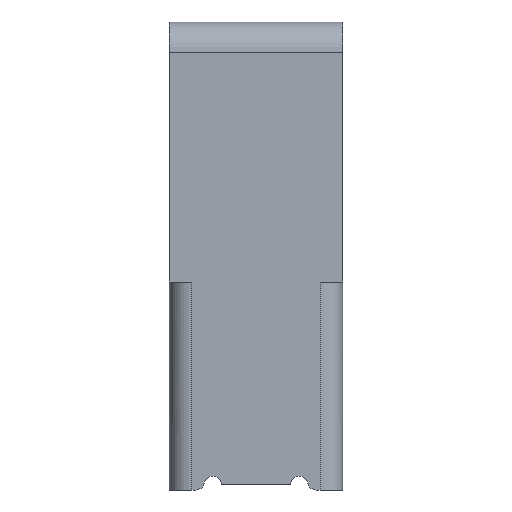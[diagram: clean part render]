
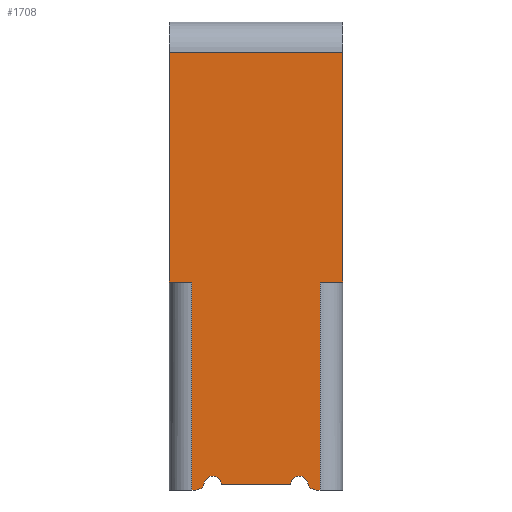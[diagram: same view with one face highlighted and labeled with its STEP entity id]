
A CAD part, front view. The second image highlights one B-rep face of the part: STEP entity #1708.
In plain terms, the highlighted planar face has unit normal (0, -1, 0).
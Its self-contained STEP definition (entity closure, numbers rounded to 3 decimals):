
#41=DIRECTION('',(0.,0.,1.));
#42=VECTOR('',#41,1.325);
#43=CARTESIAN_POINT('',(0.5,0.,-1.5));
#44=LINE('',#43,#42);
#99=DIRECTION('',(0.,0.,-1.));
#100=VECTOR('',#99,1.2);
#101=CARTESIAN_POINT('',(-0.37,0.,-1.5));
#102=LINE('',#101,#100);
#103=DIRECTION('',(-1.,0.,0.));
#104=VECTOR('',#103,0.13);
#105=CARTESIAN_POINT('',(-0.37,0.,-1.5));
#106=LINE('',#105,#104);
#107=DIRECTION('',(1.,0.,0.));
#108=VECTOR('',#107,1.);
#109=CARTESIAN_POINT('',(-0.5,0.,-0.175));
#110=LINE('',#109,#108);
#111=DIRECTION('',(-1.,0.,0.));
#112=VECTOR('',#111,0.13);
#113=CARTESIAN_POINT('',(0.5,0.,-1.5));
#114=LINE('',#113,#112);
#115=DIRECTION('',(0.,0.,-1.));
#116=VECTOR('',#115,1.2);
#117=CARTESIAN_POINT('',(0.37,0.,-1.5));
#118=LINE('',#117,#116);
#119=DIRECTION('',(-1.,0.,0.));
#120=VECTOR('',#119,0.022);
#121=CARTESIAN_POINT('',(0.37,0.,-2.7));
#122=LINE('',#121,#120);
#123=CARTESIAN_POINT('',(0.348,0.,-2.65));
#124=DIRECTION('',(0.,1.,0.));
#125=DIRECTION('',(0.,0.,-1.));
#126=AXIS2_PLACEMENT_3D('',#123,#124,#125);
#128=CARTESIAN_POINT('',(0.25,0.,-2.67));
#129=DIRECTION('',(0.,1.,0.));
#130=DIRECTION('',(-1.,0.,0.));
#131=AXIS2_PLACEMENT_3D('',#128,#129,#130);
#133=DIRECTION('',(1.,0.,0.));
#134=VECTOR('',#133,0.4);
#135=CARTESIAN_POINT('',(-0.2,0.,-2.67));
#136=LINE('',#135,#134);
#137=CARTESIAN_POINT('',(-0.25,0.,-2.67));
#138=DIRECTION('',(0.,1.,0.));
#139=DIRECTION('',(-0.98,0.,0.2));
#140=AXIS2_PLACEMENT_3D('',#137,#138,#139);
#142=CARTESIAN_POINT('',(-0.348,0.,-2.65));
#143=DIRECTION('',(0.,1.,0.));
#144=DIRECTION('',(0.98,0.,-0.2));
#145=AXIS2_PLACEMENT_3D('',#142,#143,#144);
#147=DIRECTION('',(-1.,0.,0.));
#148=VECTOR('',#147,0.022);
#149=CARTESIAN_POINT('',(-0.348,0.,-2.7));
#150=LINE('',#149,#148);
#230=DIRECTION('',(0.,0.,1.));
#231=VECTOR('',#230,1.325);
#232=CARTESIAN_POINT('',(-0.5,0.,-1.5));
#233=LINE('',#232,#231);
#1323=CARTESIAN_POINT('',(0.2,0.,-2.67));
#1325=VERTEX_POINT('',#1323);
#1327=CARTESIAN_POINT('',(0.299,0.,-2.66));
#1329=VERTEX_POINT('',#1327);
#1331=CARTESIAN_POINT('',(-0.299,0.,-2.66));
#1333=VERTEX_POINT('',#1331);
#1335=CARTESIAN_POINT('',(-0.2,0.,-2.67));
#1337=VERTEX_POINT('',#1335);
#1339=CARTESIAN_POINT('',(-0.37,0.,-1.5));
#1341=VERTEX_POINT('',#1339);
#1342=CARTESIAN_POINT('',(0.37,0.,-1.5));
#1344=VERTEX_POINT('',#1342);
#1346=CARTESIAN_POINT('',(0.348,0.,-2.7));
#1347=VERTEX_POINT('',#1346);
#1348=CARTESIAN_POINT('',(-0.348,0.,-2.7));
#1349=VERTEX_POINT('',#1348);
#1458=CARTESIAN_POINT('',(0.5,0.,-0.175));
#1460=VERTEX_POINT('',#1458);
#1462=CARTESIAN_POINT('',(-0.5,0.,-0.175));
#1463=VERTEX_POINT('',#1462);
#1502=CARTESIAN_POINT('',(0.5,0.,-1.5));
#1504=VERTEX_POINT('',#1502);
#1510=CARTESIAN_POINT('',(-0.5,0.,-1.5));
#1512=VERTEX_POINT('',#1510);
#1514=CARTESIAN_POINT('',(-0.37,0.,-2.7));
#1515=VERTEX_POINT('',#1514);
#1516=CARTESIAN_POINT('',(0.37,0.,-2.7));
#1517=VERTEX_POINT('',#1516);
#1678=CARTESIAN_POINT('',(0.5,0.,-2.7));
#1679=DIRECTION('',(0.,-1.,0.));
#1680=DIRECTION('',(0.,0.,1.));
#1681=AXIS2_PLACEMENT_3D('',#1678,#1679,#1680);
#1682=PLANE('',#1681);
#1683=ORIENTED_EDGE('',*,*,#1667,.F.);
#1684=ORIENTED_EDGE('',*,*,#1642,.T.);
#1686=ORIENTED_EDGE('',*,*,#1685,.T.);
#1688=ORIENTED_EDGE('',*,*,#1687,.T.);
#1689=ORIENTED_EDGE('',*,*,#1589,.F.);
#1690=ORIENTED_EDGE('',*,*,#1653,.T.);
#1691=ORIENTED_EDGE('',*,*,#1626,.T.);
#1693=ORIENTED_EDGE('',*,*,#1692,.T.);
#1695=ORIENTED_EDGE('',*,*,#1694,.T.);
#1697=ORIENTED_EDGE('',*,*,#1696,.F.);
#1699=ORIENTED_EDGE('',*,*,#1698,.F.);
#1701=ORIENTED_EDGE('',*,*,#1700,.F.);
#1703=ORIENTED_EDGE('',*,*,#1702,.T.);
#1705=ORIENTED_EDGE('',*,*,#1704,.T.);
#1706=EDGE_LOOP('',(#1683,#1684,#1686,#1688,#1689,#1690,#1691,#1693,#1695,#1697,
#1699,#1701,#1703,#1705));
#1707=FACE_OUTER_BOUND('',#1706,.F.);
#127=CIRCLE('',#126,0.05);
#132=CIRCLE('',#131,0.05);
#141=CIRCLE('',#140,0.05);
#146=CIRCLE('',#145,0.05);
#1589=EDGE_CURVE('',#1504,#1460,#44,.T.);
#1626=EDGE_CURVE('',#1344,#1517,#118,.T.);
#1642=EDGE_CURVE('',#1341,#1512,#106,.T.);
#1653=EDGE_CURVE('',#1504,#1344,#114,.T.);
#1667=EDGE_CURVE('',#1341,#1515,#102,.T.);
#1685=EDGE_CURVE('',#1512,#1463,#233,.T.);
#1687=EDGE_CURVE('',#1463,#1460,#110,.T.);
#1692=EDGE_CURVE('',#1517,#1347,#122,.T.);
#1694=EDGE_CURVE('',#1347,#1329,#127,.T.);
#1696=EDGE_CURVE('',#1325,#1329,#132,.T.);
#1698=EDGE_CURVE('',#1337,#1325,#136,.T.);
#1700=EDGE_CURVE('',#1333,#1337,#141,.T.);
#1702=EDGE_CURVE('',#1333,#1349,#146,.T.);
#1704=EDGE_CURVE('',#1349,#1515,#150,.T.);
#1708=ADVANCED_FACE('',(#1707),#1682,.T.);
